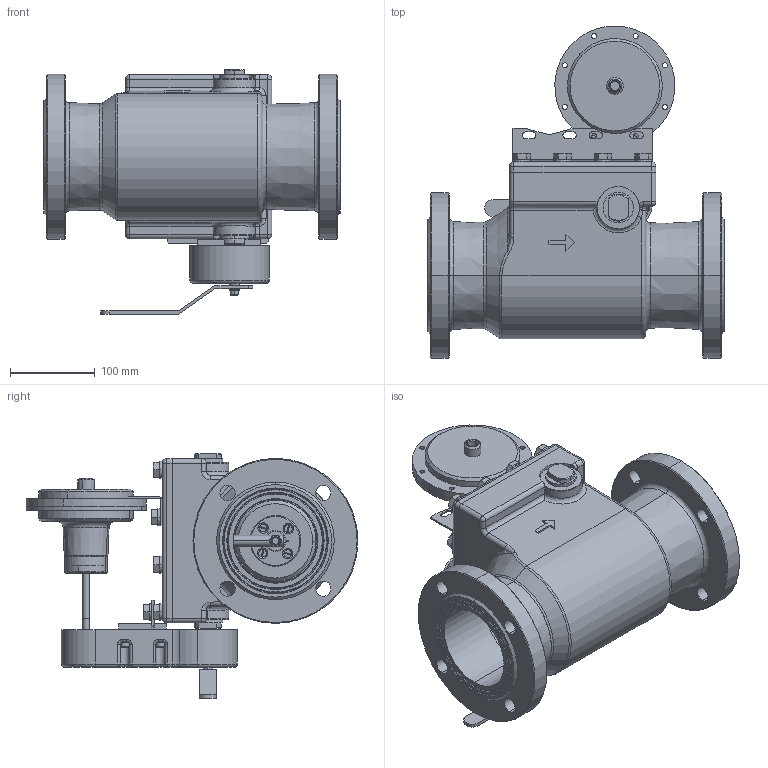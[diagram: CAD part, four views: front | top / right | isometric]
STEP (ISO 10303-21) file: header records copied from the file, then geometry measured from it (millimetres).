
FILE_DESCRIPTION (( 'STEP AP203' ), '1' );
FILE_NAME ('ÑßÌÈ.492915-367ÑÁ - ÊÏÇ-80 Ïðàâûé.STEP', '2019-10-18T10:34:59', ( '' ), ( '' ), 'SwSTEP 2.0', 'SolidWorks 2018', '' );
FILE_SCHEMA (( 'CONFIG_CONTROL_DESIGN' ));
Length unit declared in the file: millimetre
Products named in the file (1): ÑßÌÈ.492915-367ÑÁ - ÊÏÇ-80 Ïðàâûé
Bounding box: 350 x 392.23 x 289 mm (x, y, z)
Volume: 4287199.2 mm3; surface area: 972283.3 mm2
Topology: 79 solids, 79 shells, 2451 faces, 5614 edges, 3379 vertices
Faces by surface type: cylinder 904, plane 706, cone 486, torus 230, sphere 63, bspline 62
Entity records: 87777 total; most frequent: CARTESIAN_POINT 31707, DIRECTION 12452, ORIENTED_EDGE 11088, EDGE_CURVE 5544, AXIS2_PLACEMENT_3D 5058, VERTEX_POINT 3366, EDGE_LOOP 2824, CIRCLE 2668
